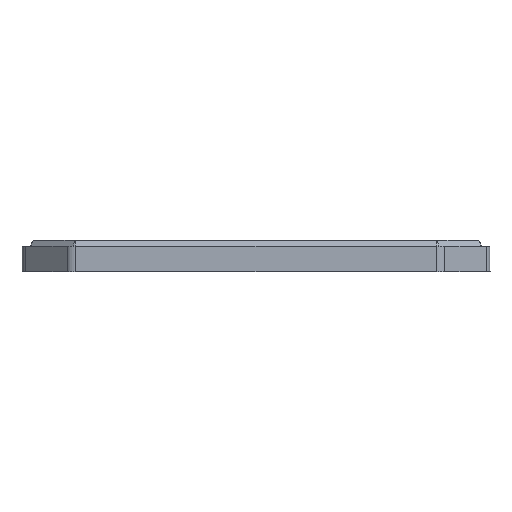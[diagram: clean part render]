
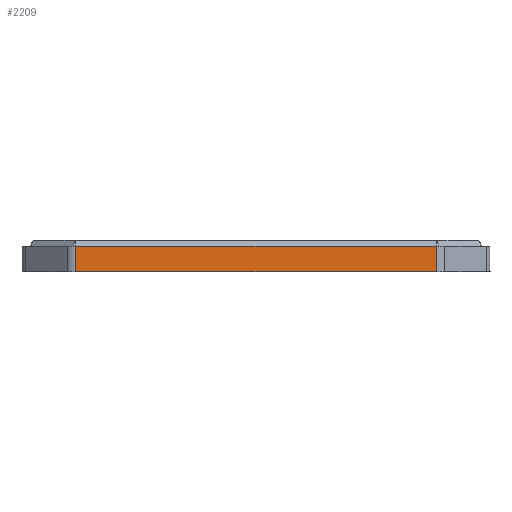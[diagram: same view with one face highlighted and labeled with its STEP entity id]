
A CAD part, front view. The second image highlights one B-rep face of the part: STEP entity #2209.
In plain terms, the highlighted planar face has unit normal (0, -1, 0).
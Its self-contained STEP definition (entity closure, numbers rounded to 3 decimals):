
#171=FACE_OUTER_BOUND('',#292,.T.);
#292=EDGE_LOOP('',(#1807,#1808,#1809,#1810));
#558=LINE('',#3418,#738);
#634=LINE('',#3687,#814);
#642=LINE('',#3711,#822);
#643=LINE('',#3713,#823);
#738=VECTOR('',#2686,10.);
#814=VECTOR('',#2968,10.);
#822=VECTOR('',#2992,10.);
#823=VECTOR('',#2995,10.);
#935=VERTEX_POINT('',#3415);
#936=VERTEX_POINT('',#3417);
#1025=VERTEX_POINT('',#3684);
#1026=VERTEX_POINT('',#3686);
#1186=EDGE_CURVE('',#935,#936,#558,.T.);
#1321=EDGE_CURVE('',#1026,#1025,#634,.T.);
#1334=EDGE_CURVE('',#1026,#935,#642,.T.);
#1335=EDGE_CURVE('',#1025,#936,#643,.T.);
#1807=ORIENTED_EDGE('',*,*,#1321,.T.);
#1808=ORIENTED_EDGE('',*,*,#1335,.T.);
#1809=ORIENTED_EDGE('',*,*,#1186,.F.);
#1810=ORIENTED_EDGE('',*,*,#1334,.F.);
#2136=PLANE('',#2429);
#2209=ADVANCED_FACE('',(#171),#2136,.T.);
#2429=AXIS2_PLACEMENT_3D('',#3712,#2993,#2994);
#2686=DIRECTION('',(-1.,0.,0.));
#2968=DIRECTION('',(-1.,0.,0.));
#2992=DIRECTION('',(0.,0.,-1.));
#2993=DIRECTION('center_axis',(0.,-1.,0.));
#2994=DIRECTION('ref_axis',(0.,0.,-1.));
#2995=DIRECTION('',(0.,0.,-1.));
#3415=CARTESIAN_POINT('',(155.086,-173.695,91.503));
#3417=CARTESIAN_POINT('',(62.571,-173.695,91.503));
#3418=CARTESIAN_POINT('',(155.086,-173.695,91.503));
#3684=CARTESIAN_POINT('',(62.571,-173.695,98.003));
#3686=CARTESIAN_POINT('',(155.086,-173.695,98.003));
#3687=CARTESIAN_POINT('',(108.828,-173.695,98.003));
#3711=CARTESIAN_POINT('',(155.086,-173.695,99.503));
#3712=CARTESIAN_POINT('Origin',(108.828,-173.695,91.493));
#3713=CARTESIAN_POINT('',(62.571,-173.695,99.503));
